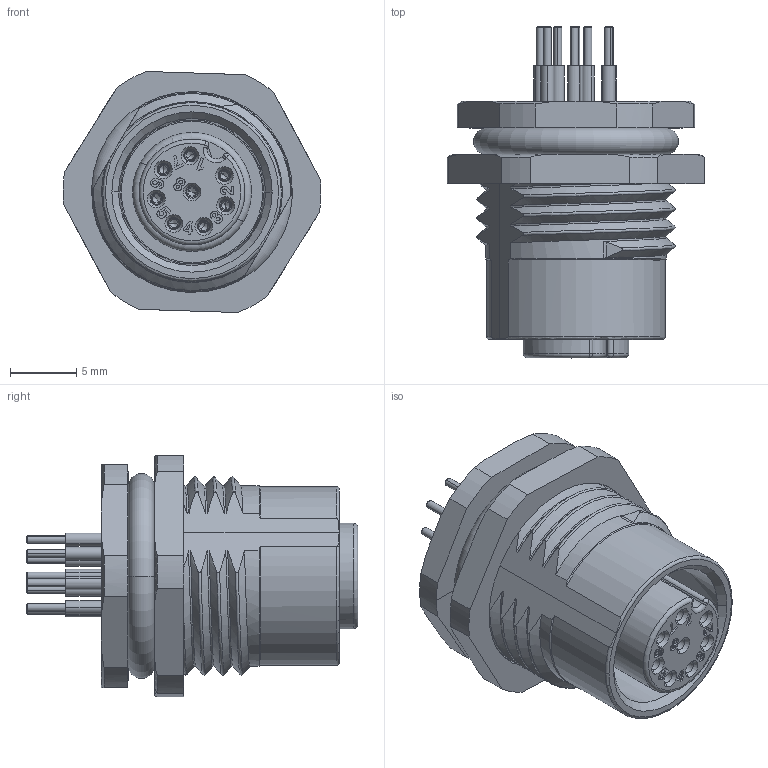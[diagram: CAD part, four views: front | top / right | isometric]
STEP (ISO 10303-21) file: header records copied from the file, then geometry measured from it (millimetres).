
FILE_DESCRIPTION((''),'2;1');
FILE_NAME('MANIFOLD_SOLID_BREP_21993','2023-12-25T',('13531'),(''),'PRO/ENGINEER BY PARAMETRIC TECHNOLOGY CORPORATION, 2012480','PRO/ENGINEER BY PARAMETRIC TECHNOLOGY CORPORATION, 2012480','');
FILE_SCHEMA(('CONFIG_CONTROL_DESIGN'));
Length unit declared in the file: millimetre
Products named in the file (1): MANIFOLD_SOLID_BREP_21993
Bounding box: 19.5 x 25.1 x 18.23 mm (x, y, z)
Volume: 2785.2 mm3; surface area: 3217.5 mm2
Topology: 2 solids, 2 shells, 602 faces, 1682 edges, 1114 vertices
Faces by surface type: plane 157, cone 138, cylinder 124, extrusion 109, torus 36, bspline 36, sphere 2
Entity records: 22957 total; most frequent: CARTESIAN_POINT 8193, ORIENTED_EDGE 3328, DIRECTION 2649, EDGE_CURVE 1664, VERTEX_POINT 1114, AXIS2_PLACEMENT_3D 989, B_SPLINE_CURVE_WITH_KNOTS 679, VECTOR 671
